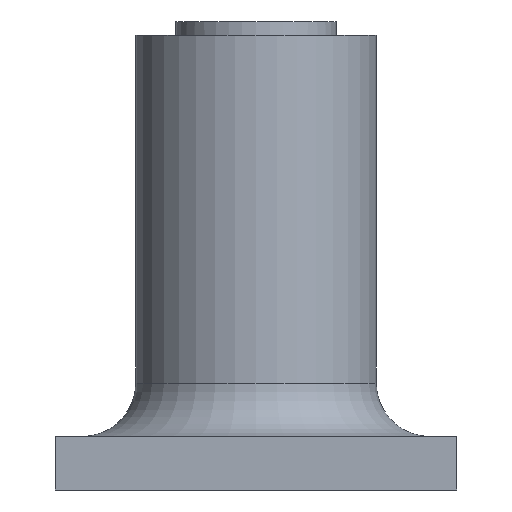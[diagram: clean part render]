
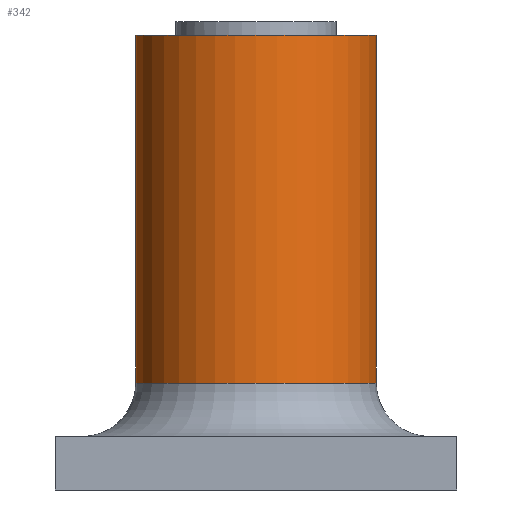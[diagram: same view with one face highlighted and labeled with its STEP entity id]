
A CAD part, front view. The second image highlights one B-rep face of the part: STEP entity #342.
In plain terms, the highlighted cylindrical face has radius 4.5 mm (diameter 9 mm), a partial arc.
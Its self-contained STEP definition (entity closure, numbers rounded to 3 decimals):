
#19 = VERTEX_POINT ( 'NONE', #234 ) ;
#26 = AXIS2_PLACEMENT_3D ( 'NONE', #448, #856, #380 ) ;
#36 = CARTESIAN_POINT ( 'NONE',  ( 3., -17., 16. ) ) ;
#105 = EDGE_CURVE ( 'NONE', #536, #19, #287, .T. ) ;
#116 = FACE_OUTER_BOUND ( 'NONE', #248, .T. ) ;
#117 = ORIENTED_EDGE ( 'NONE', *, *, #105, .F. ) ;
#122 = EDGE_CURVE ( 'NONE', #19, #391, #458, .T. ) ;
#178 = DIRECTION ( 'NONE',  ( 1., 0., 0. ) ) ;
#216 = EDGE_CURVE ( 'NONE', #838, #391, #264, .T. ) ;
#234 = CARTESIAN_POINT ( 'NONE',  ( 12., -17., 16. ) ) ;
#248 = EDGE_LOOP ( 'NONE', ( #383, #117, #660, #763 ) ) ;
#264 = CIRCLE ( 'NONE', #333, 4.5 ) ;
#287 = CIRCLE ( 'NONE', #834, 4.5 ) ;
#290 = VECTOR ( 'NONE', #456, 1000. ) ;
#306 = CARTESIAN_POINT ( 'NONE',  ( 12., -17., 16. ) ) ;
#333 = AXIS2_PLACEMENT_3D ( 'NONE', #372, #641, #851 ) ;
#342 = ADVANCED_FACE ( 'NONE', ( #116 ), #581, .T. ) ;
#352 = CARTESIAN_POINT ( 'NONE',  ( 3., -17., 3. ) ) ;
#372 = CARTESIAN_POINT ( 'NONE',  ( 7.5, -17., 3. ) ) ;
#380 = DIRECTION ( 'NONE',  ( -1., 0., 0. ) ) ;
#383 = ORIENTED_EDGE ( 'NONE', *, *, #122, .F. ) ;
#391 = VERTEX_POINT ( 'NONE', #471 ) ;
#448 = CARTESIAN_POINT ( 'NONE',  ( 7.5, -17., 16. ) ) ;
#452 = DIRECTION ( 'NONE',  ( 0., 0., 1. ) ) ;
#456 = DIRECTION ( 'NONE',  ( 0., 0., -1. ) ) ;
#458 = LINE ( 'NONE', #306, #460 ) ;
#460 = VECTOR ( 'NONE', #728, 1000. ) ;
#464 = LINE ( 'NONE', #798, #290 ) ;
#466 = EDGE_CURVE ( 'NONE', #536, #838, #464, .T. ) ;
#471 = CARTESIAN_POINT ( 'NONE',  ( 12., -17., 3. ) ) ;
#520 = CARTESIAN_POINT ( 'NONE',  ( 7.5, -17., 16. ) ) ;
#536 = VERTEX_POINT ( 'NONE', #36 ) ;
#581 = CYLINDRICAL_SURFACE ( 'NONE', #26, 4.5 ) ;
#641 = DIRECTION ( 'NONE',  ( 0., 0., 1. ) ) ;
#660 = ORIENTED_EDGE ( 'NONE', *, *, #466, .T. ) ;
#728 = DIRECTION ( 'NONE',  ( 0., 0., -1. ) ) ;
#763 = ORIENTED_EDGE ( 'NONE', *, *, #216, .T. ) ;
#798 = CARTESIAN_POINT ( 'NONE',  ( 3., -17., 16. ) ) ;
#834 = AXIS2_PLACEMENT_3D ( 'NONE', #520, #452, #178 ) ;
#838 = VERTEX_POINT ( 'NONE', #352 ) ;
#851 = DIRECTION ( 'NONE',  ( -1., 0., 0. ) ) ;
#856 = DIRECTION ( 'NONE',  ( 0., 0., -1. ) ) ;
